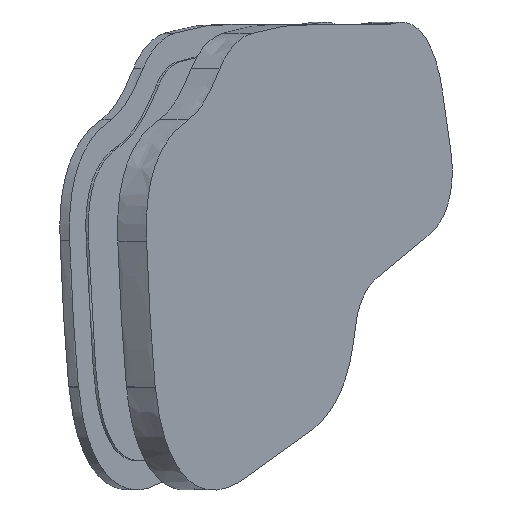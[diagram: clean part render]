
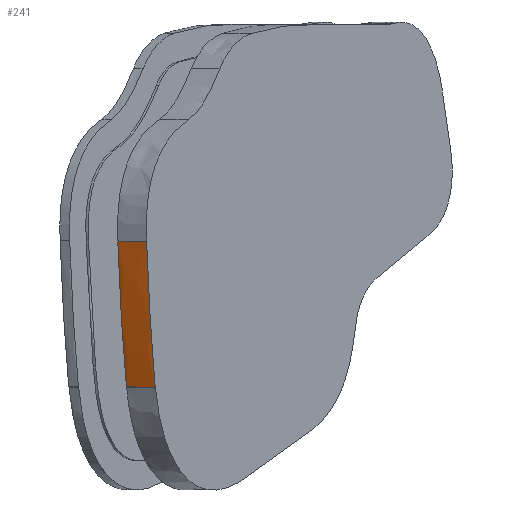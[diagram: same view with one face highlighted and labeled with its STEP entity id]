
A CAD part, left-side view. The second image highlights one B-rep face of the part: STEP entity #241.
In plain terms, the highlighted face is a extrusion surface.
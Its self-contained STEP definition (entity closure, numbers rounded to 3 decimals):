
#241=ADVANCED_FACE('',(#497),#420,.T.);
#420=SURFACE_OF_LINEAR_EXTRUSION('',#894,#3141);
#497=FACE_OUTER_BOUND('',#670,.T.);
#670=EDGE_LOOP('',(#1302,#1303,#1304,#1305));
#892=B_SPLINE_CURVE_WITH_KNOTS('',3,(#4315,#4316,#4317,#4318,#4319,#4320,
#4321,#4322,#4323,#4324),.UNSPECIFIED.,.F.,.F.,(4,1,1,1,1,1,1,4),(0.,0.063,
0.125,0.25,0.5,0.75,0.875,1.),.UNSPECIFIED.);
#893=B_SPLINE_CURVE_WITH_KNOTS('',3,(#4329,#4330,#4331,#4332,#4333,#4334,
#4335,#4336,#4337,#4338),.UNSPECIFIED.,.F.,.F.,(4,1,1,1,1,1,1,4),(0.,0.125,
0.25,0.5,0.75,0.875,0.938,1.),.UNSPECIFIED.);
#894=B_SPLINE_CURVE_WITH_KNOTS('',3,(#4341,#4342,#4343,#4344,#4345,#4346,
#4347,#4348,#4349,#4350),.UNSPECIFIED.,.F.,.F.,(4,1,1,1,1,1,1,4),(0.,0.063,
0.125,0.25,0.5,0.75,0.875,1.),.UNSPECIFIED.);
#1302=ORIENTED_EDGE('',*,*,#2535,.F.);
#1303=ORIENTED_EDGE('',*,*,#2536,.F.);
#1304=ORIENTED_EDGE('',*,*,#2537,.F.);
#1305=ORIENTED_EDGE('',*,*,#2538,.T.);
#2214=VERTEX_POINT('',#4325);
#2215=VERTEX_POINT('',#4326);
#2216=VERTEX_POINT('',#4328);
#2217=VERTEX_POINT('',#4339);
#2535=EDGE_CURVE('',#2214,#2215,#892,.T.);
#2536=EDGE_CURVE('',#2216,#2214,#2975,.T.);
#2537=EDGE_CURVE('',#2217,#2216,#893,.T.);
#2538=EDGE_CURVE('',#2217,#2215,#2976,.T.);
#2975=LINE('',#4327,#3139);
#2976=LINE('',#4340,#3140);
#3139=VECTOR('',#3456,1.);
#3140=VECTOR('',#3457,1.);
#3141=VECTOR('',#3458,1.);
#3456=DIRECTION('',(0.562,0.827,0.004));
#3457=DIRECTION('',(0.562,0.827,0.004));
#3458=DIRECTION('',(0.562,0.827,0.004));
#4315=CARTESIAN_POINT('',(-48.536,-14.883,-76.095));
#4316=CARTESIAN_POINT('',(-48.609,-14.836,-75.557));
#4317=CARTESIAN_POINT('',(-48.754,-14.742,-74.487));
#4318=CARTESIAN_POINT('',(-49.034,-14.561,-72.301));
#4319=CARTESIAN_POINT('',(-49.479,-14.277,-68.53));
#4320=CARTESIAN_POINT('',(-50.006,-13.942,-63.218));
#4321=CARTESIAN_POINT('',(-50.424,-13.683,-58.047));
#4322=CARTESIAN_POINT('',(-50.704,-13.511,-53.976));
#4323=CARTESIAN_POINT('',(-50.827,-13.436,-51.979));
#4324=CARTESIAN_POINT('',(-50.886,-13.401,-50.975));
#4325=CARTESIAN_POINT('',(-48.536,-14.883,-76.095));
#4326=CARTESIAN_POINT('',(-50.886,-13.401,-50.975));
#4327=CARTESIAN_POINT('',(-50.786,-18.19,-76.11));
#4328=CARTESIAN_POINT('',(-51.91,-19.844,-76.118));
#4329=CARTESIAN_POINT('',(-54.26,-18.363,-50.998));
#4330=CARTESIAN_POINT('',(-54.201,-18.398,-52.002));
#4331=CARTESIAN_POINT('',(-54.078,-18.472,-53.999));
#4332=CARTESIAN_POINT('',(-53.798,-18.644,-58.07));
#4333=CARTESIAN_POINT('',(-53.38,-18.904,-63.241));
#4334=CARTESIAN_POINT('',(-52.853,-19.238,-68.553));
#4335=CARTESIAN_POINT('',(-52.408,-19.523,-72.324));
#4336=CARTESIAN_POINT('',(-52.128,-19.703,-74.51));
#4337=CARTESIAN_POINT('',(-51.983,-19.797,-75.58));
#4338=CARTESIAN_POINT('',(-51.91,-19.844,-76.118));
#4339=CARTESIAN_POINT('',(-54.26,-18.363,-50.998));
#4340=CARTESIAN_POINT('',(-53.135,-16.709,-50.991));
#4341=CARTESIAN_POINT('',(-50.786,-18.19,-76.11));
#4342=CARTESIAN_POINT('',(-50.858,-18.143,-75.573));
#4343=CARTESIAN_POINT('',(-51.004,-18.049,-74.503));
#4344=CARTESIAN_POINT('',(-51.284,-17.869,-72.317));
#4345=CARTESIAN_POINT('',(-51.728,-17.584,-68.545));
#4346=CARTESIAN_POINT('',(-52.256,-17.25,-63.233));
#4347=CARTESIAN_POINT('',(-52.673,-16.99,-58.062));
#4348=CARTESIAN_POINT('',(-52.953,-16.818,-53.992));
#4349=CARTESIAN_POINT('',(-53.076,-16.744,-51.994));
#4350=CARTESIAN_POINT('',(-53.135,-16.709,-50.991));
